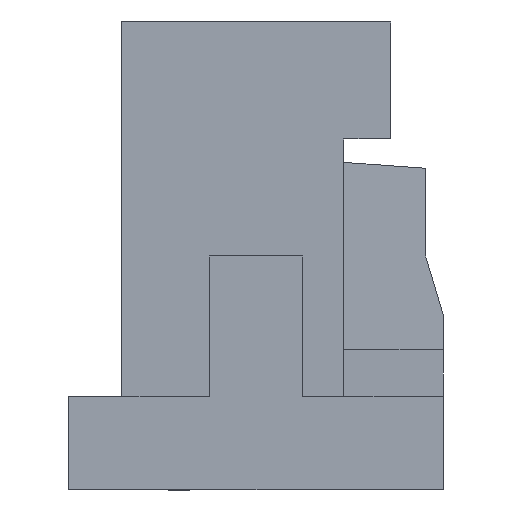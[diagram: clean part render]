
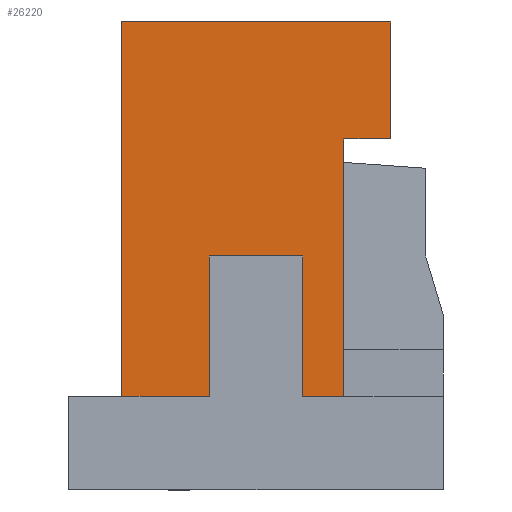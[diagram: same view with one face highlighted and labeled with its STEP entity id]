
A CAD part, left-side view. The second image highlights one B-rep face of the part: STEP entity #26220.
In plain terms, the highlighted planar face has unit normal (-1, 0, 0).
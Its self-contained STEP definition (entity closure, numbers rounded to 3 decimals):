
#1460=CARTESIAN_POINT('',(-4.631,-6.287,3.625));
#1470=VERTEX_POINT('',#1460);
#1720=CARTESIAN_POINT('',(-4.631,-5.887,3.625));
#1730=VERTEX_POINT('',#1720);
#1760=CARTESIAN_POINT('',(-4.631,0.,3.625));
#1770=DIRECTION('',(0.,1.,0.));
#1780=VECTOR('',#1770,1.);
#1790=LINE('',#1760,#1780);
#1800=EDGE_CURVE('',#1470,#1730,#1790,.T.);
#8650=CARTESIAN_POINT('',(-4.631,-3.987,0.));
#8660=DIRECTION('',(0.,0.,-1.));
#8670=VECTOR('',#8660,1.);
#8680=LINE('',#8650,#8670);
#8690=CARTESIAN_POINT('',(-4.631,-3.987,4.625));
#8700=VERTEX_POINT('',#8690);
#8710=CARTESIAN_POINT('',(-4.631,-3.987,1.425));
#8720=VERTEX_POINT('',#8710);
#8730=EDGE_CURVE('',#8700,#8720,#8680,.T.);
#25530=CARTESIAN_POINT('',(-4.631,-3.987,1.725));
#25540=DIRECTION('',(1.,0.,0.));
#25550=DIRECTION('',(0.,0.,1.));
#25560=AXIS2_PLACEMENT_3D('',#25530,#25540,#25550);
#25570=PLANE('',#25560);
#25580=ORIENTED_EDGE('',*,*,#8730,.T.);
#25590=CARTESIAN_POINT('',(-4.631,-3.987,4.625));
#25600=DIRECTION('',(0.,-1.,0.));
#25610=VECTOR('',#25600,1.);
#25620=LINE('',#25590,#25610);
#25630=CARTESIAN_POINT('',(-4.631,-6.287,4.625));
#25640=VERTEX_POINT('',#25630);
#25650=EDGE_CURVE('',#8700,#25640,#25620,.T.);
#25660=ORIENTED_EDGE('',*,*,#25650,.F.);
#25670=CARTESIAN_POINT('',(-4.631,-6.287,0.));
#25680=DIRECTION('',(0.,0.,-1.));
#25690=VECTOR('',#25680,1.);
#25700=LINE('',#25670,#25690);
#25710=EDGE_CURVE('',#25640,#1470,#25700,.T.);
#25720=ORIENTED_EDGE('',*,*,#25710,.F.);
#25730=ORIENTED_EDGE('',*,*,#1800,.F.);
#25740=CARTESIAN_POINT('',(-4.631,-5.887,0.));
#25750=DIRECTION('',(0.,0.,1.));
#25760=VECTOR('',#25750,1.);
#25770=LINE('',#25740,#25760);
#25780=CARTESIAN_POINT('',(-4.631,-5.887,1.425));
#25790=VERTEX_POINT('',#25780);
#25800=EDGE_CURVE('',#25790,#1730,#25770,.T.);
#25810=ORIENTED_EDGE('',*,*,#25800,.T.);
#25820=CARTESIAN_POINT('',(-4.631,-5.887,1.425));
#25830=DIRECTION('',(0.,1.,0.));
#25840=VECTOR('',#25830,1.);
#25850=LINE('',#25820,#25840);
#25860=CARTESIAN_POINT('',(-4.631,-5.537,1.425));
#25870=VERTEX_POINT('',#25860);
#25880=EDGE_CURVE('',#25790,#25870,#25850,.T.);
#25890=ORIENTED_EDGE('',*,*,#25880,.F.);
#25900=CARTESIAN_POINT('',(-4.631,-5.537,0.));
#25910=DIRECTION('',(0.,0.,1.));
#25920=VECTOR('',#25910,1.);
#25930=LINE('',#25900,#25920);
#25940=CARTESIAN_POINT('',(-4.631,-5.537,2.625));
#25950=VERTEX_POINT('',#25940);
#25960=EDGE_CURVE('',#25870,#25950,#25930,.T.);
#25970=ORIENTED_EDGE('',*,*,#25960,.F.);
#25980=CARTESIAN_POINT('',(-4.631,0.,2.625));
#25990=DIRECTION('',(0.,-1.,0.));
#26000=VECTOR('',#25990,1.);
#26010=LINE('',#25980,#26000);
#26020=CARTESIAN_POINT('',(-4.631,-4.737,2.625));
#26030=VERTEX_POINT('',#26020);
#26040=EDGE_CURVE('',#26030,#25950,#26010,.T.);
#26050=ORIENTED_EDGE('',*,*,#26040,.T.);
#26060=CARTESIAN_POINT('',(-4.631,-4.737,0.));
#26070=DIRECTION('',(0.,0.,1.));
#26080=VECTOR('',#26070,1.);
#26090=LINE('',#26060,#26080);
#26100=CARTESIAN_POINT('',(-4.631,-4.737,1.425));
#26110=VERTEX_POINT('',#26100);
#26120=EDGE_CURVE('',#26110,#26030,#26090,.T.);
#26130=ORIENTED_EDGE('',*,*,#26120,.T.);
#26140=CARTESIAN_POINT('',(-4.631,-3.987,1.425));
#26150=DIRECTION('',(0.,-1.,0.));
#26160=VECTOR('',#26150,1.);
#26170=LINE('',#26140,#26160);
#26180=EDGE_CURVE('',#8720,#26110,#26170,.T.);
#26190=ORIENTED_EDGE('',*,*,#26180,.T.);
#26200=EDGE_LOOP('',(#26190,#26130,#26050,#25970,#25890,#25810,#25730,
#25720,#25660,#25580));
#26210=FACE_OUTER_BOUND('',#26200,.T.);
#26220=ADVANCED_FACE('',(#26210),#25570,.F.);
